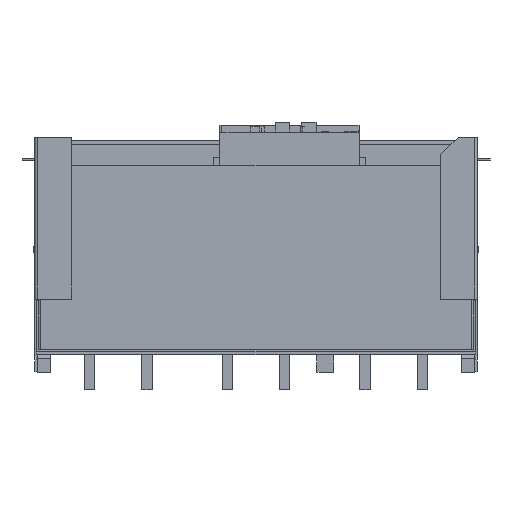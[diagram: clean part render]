
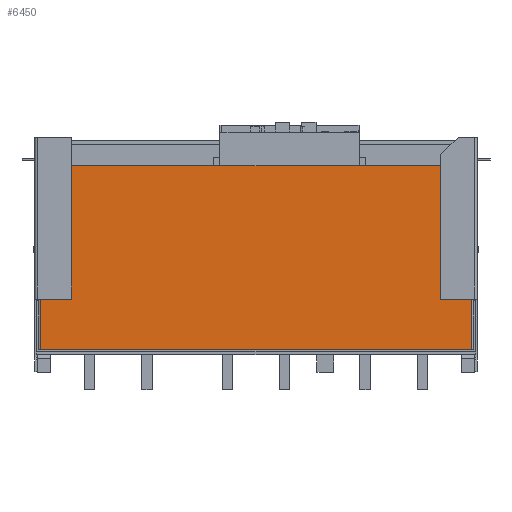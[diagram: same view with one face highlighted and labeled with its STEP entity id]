
A CAD part, front view. The second image highlights one B-rep face of the part: STEP entity #6450.
In plain terms, the highlighted planar face has unit normal (0, -1, 0).
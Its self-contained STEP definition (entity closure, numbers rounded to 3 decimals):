
#5510=CARTESIAN_POINT('',(1351.299,223.666,-371.));
#5520=VERTEX_POINT('',#5510);
#5570=CARTESIAN_POINT('',(0.,223.666,-371.));
#5580=DIRECTION('',(-1.,0.,0.));
#5590=VECTOR('',#5580,1.);
#5600=LINE('',#5570,#5590);
#5610=CARTESIAN_POINT('',(2088.3,223.666,-371.));
#5620=VERTEX_POINT('',#5610);
#5630=EDGE_CURVE('',#5620,#5520,#5600,.T.);
#5830=CARTESIAN_POINT('',(2086.7,223.666,0.));
#5840=DIRECTION('',(-0.,1.,0.));
#5850=DIRECTION('',(1.,0.,0.));
#5860=AXIS2_PLACEMENT_3D('',#5830,#5840,#5850);
#5870=PLANE('',#5860);
#5880=CARTESIAN_POINT('',(1351.299,223.666,0.));
#5890=DIRECTION('',(0.,0.,-1.));
#5900=VECTOR('',#5890,1.);
#5910=LINE('',#5880,#5900);
#5920=CARTESIAN_POINT('',(1351.299,223.666,-24.));
#5930=VERTEX_POINT('',#5920);
#5940=EDGE_CURVE('',#5930,#5520,#5910,.T.);
#5950=ORIENTED_EDGE('',*,*,#5940,.T.);
#5960=CARTESIAN_POINT('',(3440.399,223.666,-24.));
#5970=DIRECTION('',(-1.,0.,0.));
#5980=VECTOR('',#5970,1.);
#5990=LINE('',#5960,#5980);
#6000=CARTESIAN_POINT('',(1353.699,223.666,-24.));
#6010=VERTEX_POINT('',#6000);
#6020=EDGE_CURVE('',#6010,#5930,#5990,.T.);
#6030=ORIENTED_EDGE('',*,*,#6020,.T.);
#6040=CARTESIAN_POINT('',(1353.699,223.666,0.));
#6050=DIRECTION('',(0.,0.,-1.));
#6060=VECTOR('',#6050,1.);
#6070=LINE('',#6040,#6060);
#6080=CARTESIAN_POINT('',(1353.699,223.666,-57.));
#6090=VERTEX_POINT('',#6080);
#6100=EDGE_CURVE('',#6010,#6090,#6070,.T.);
#6110=ORIENTED_EDGE('',*,*,#6100,.F.);
#6120=CARTESIAN_POINT('',(0.,223.666,-57.));
#6130=DIRECTION('',(1.,0.,0.));
#6140=VECTOR('',#6130,1.);
#6150=LINE('',#6120,#6140);
#6160=CARTESIAN_POINT('',(2085.9,223.666,-57.));
#6170=VERTEX_POINT('',#6160);
#6180=EDGE_CURVE('',#6090,#6170,#6150,.T.);
#6190=ORIENTED_EDGE('',*,*,#6180,.F.);
#6200=CARTESIAN_POINT('',(2085.9,223.666,0.));
#6210=DIRECTION('',(0.,0.,-1.));
#6220=VECTOR('',#6210,1.);
#6230=LINE('',#6200,#6220);
#6240=CARTESIAN_POINT('',(2085.9,223.666,-24.));
#6250=VERTEX_POINT('',#6240);
#6260=EDGE_CURVE('',#6250,#6170,#6230,.T.);
#6270=ORIENTED_EDGE('',*,*,#6260,.T.);
#6280=CARTESIAN_POINT('',(-0.8,223.666,-24.));
#6290=DIRECTION('',(1.,0.,0.));
#6300=VECTOR('',#6290,1.);
#6310=LINE('',#6280,#6300);
#6320=CARTESIAN_POINT('',(2088.3,223.666,-24.));
#6330=VERTEX_POINT('',#6320);
#6340=EDGE_CURVE('',#6250,#6330,#6310,.T.);
#6350=ORIENTED_EDGE('',*,*,#6340,.F.);
#6360=CARTESIAN_POINT('',(2088.3,223.666,0.));
#6370=DIRECTION('',(0.,0.,-1.));
#6380=VECTOR('',#6370,1.);
#6390=LINE('',#6360,#6380);
#6400=EDGE_CURVE('',#6330,#5620,#6390,.T.);
#6410=ORIENTED_EDGE('',*,*,#6400,.F.);
#6420=ORIENTED_EDGE('',*,*,#5630,.F.);
#6430=EDGE_LOOP('',(#6420,#6410,#6350,#6270,#6190,#6110,#6030,#5950));
#6440=FACE_OUTER_BOUND('',#6430,.T.);
#6450=ADVANCED_FACE('',(#6440),#5870,.F.);
